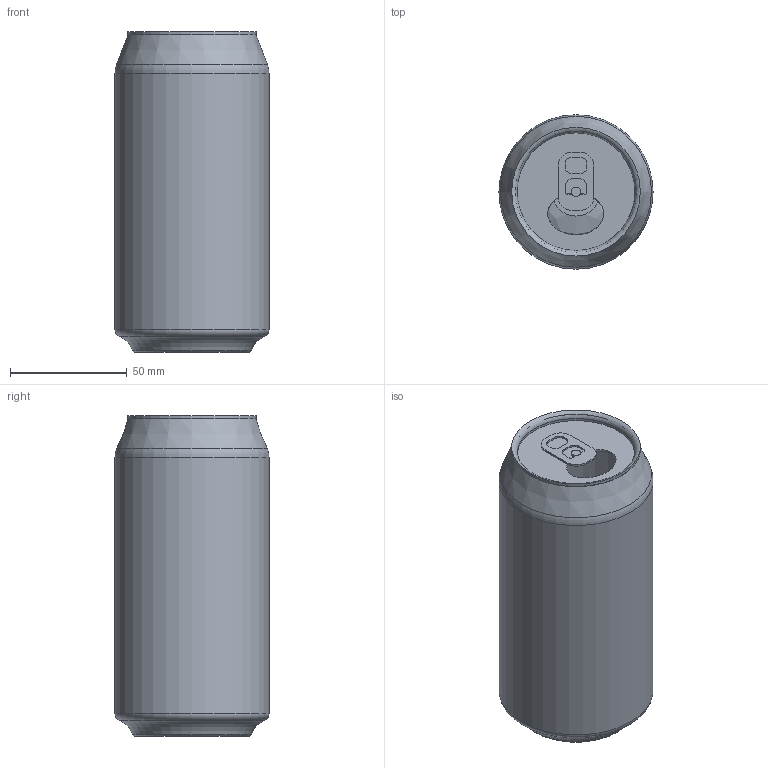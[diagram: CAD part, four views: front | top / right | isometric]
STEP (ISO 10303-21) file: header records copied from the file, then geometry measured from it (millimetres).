
FILE_DESCRIPTION(/* description */ (''),/* implementation_level */ '2;1');
FILE_NAME(/* name */ 'Soda Can .step',/* time_stamp */ '2021-03-31T09:51:12-05:00',/* author */ (''),/* organization */ (''),/* preprocessor_version */ 'ST-DEVELOPER v18.1',/* originating_system */ 'Autodesk Translation Framework v9.10.0.1330',/* authorisation */ '');
FILE_SCHEMA (('AUTOMOTIVE_DESIGN { 1 0 10303 214 3 1 1 }'));
Length unit declared in the file: millimetre
Products named in the file (1): Soda Can
Bounding box: 66 x 66 x 137.5 mm (x, y, z)
Volume: 32755.6 mm3; surface area: 66326.1 mm2
Topology: 3 solids, 3 shells, 61 faces, 140 edges, 90 vertices
Faces by surface type: plane 27, cylinder 20, torus 9, bspline 3, cone 2
Full cylindrical faces by diameter (mm): 4 x2, 50.4 x2, 52.4 x1, 55.102 x1, 64 x1, 66 x1
Entity records: 2174 total; most frequent: CARTESIAN_POINT 672, DIRECTION 331, ORIENTED_EDGE 280, EDGE_CURVE 140, AXIS2_PLACEMENT_3D 134, VERTEX_POINT 90, CIRCLE 73, EDGE_LOOP 72
